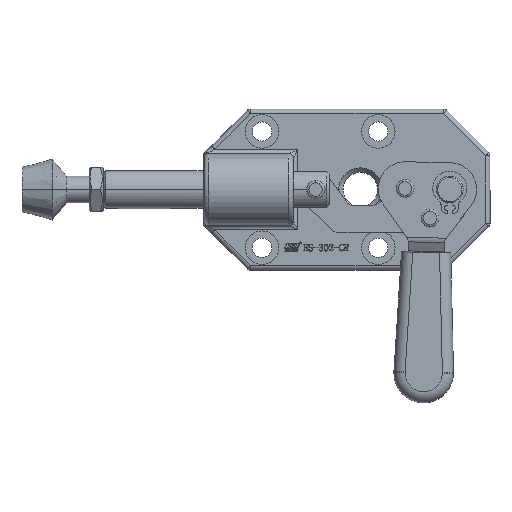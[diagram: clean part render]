
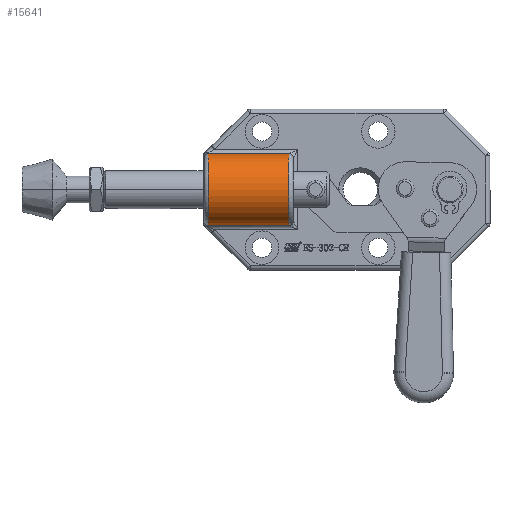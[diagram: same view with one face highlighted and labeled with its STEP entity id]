
A CAD part, top view. The second image highlights one B-rep face of the part: STEP entity #15641.
In plain terms, the highlighted cylindrical face has radius 8 mm (diameter 16.001 mm), a partial arc.
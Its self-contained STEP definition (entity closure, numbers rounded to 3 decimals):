
#2659 = DIRECTION ( 'NONE',  ( -1., 0., 0. ) ) ;
#2667 = CARTESIAN_POINT ( 'NONE',  ( -12., -8., 11.15 ) ) ;
#2892 = CARTESIAN_POINT ( 'NONE',  ( -12., 8., 11.226 ) ) ;
#2895 = DIRECTION ( 'NONE',  ( -1., 0., 0. ) ) ;
#2908 = CARTESIAN_POINT ( 'NONE',  ( -13., 0., 11.15 ) ) ;
#2909 = DIRECTION ( 'NONE',  ( -1., 0., 0. ) ) ;
#2910 = DIRECTION ( 'NONE',  ( 0., -1., 0. ) ) ;
#3471 = CARTESIAN_POINT ( 'NONE',  ( -31., -8., 11.15 ) ) ;
#3472 = CARTESIAN_POINT ( 'NONE',  ( -31., 8., 11.226 ) ) ;
#3474 = CARTESIAN_POINT ( 'NONE',  ( -13., 8., 11.226 ) ) ;
#3483 = CARTESIAN_POINT ( 'NONE',  ( -13., -8., 11.15 ) ) ;
#6200 = CARTESIAN_POINT ( 'NONE',  ( -31., 0., 11.15 ) ) ;
#6201 = DIRECTION ( 'NONE',  ( 1., 0., 0. ) ) ;
#6202 = DIRECTION ( 'NONE',  ( 0., 1., 0. ) ) ;
#9850 = CIRCLE ( 'NONE', #14165, 8. ) ;
#14090 = AXIS2_PLACEMENT_3D ( 'NONE', #2908, #2909, #2910 ) ;
#14165 = AXIS2_PLACEMENT_3D ( 'NONE', #6200, #6201, #6202 ) ;
#15641 = ADVANCED_FACE ( 'NONE', ( #18914 ), #18907, .T. ) ;
#16561 = EDGE_LOOP ( 'NONE', ( #18401, #18395, #18392, #18394 ) ) ;
#18392 = ORIENTED_EDGE ( 'NONE', *, *, #20808, .T. ) ;
#18394 = ORIENTED_EDGE ( 'NONE', *, *, #25497, .T. ) ;
#18395 = ORIENTED_EDGE ( 'NONE', *, *, #20812, .T. ) ;
#18401 = ORIENTED_EDGE ( 'NONE', *, *, #20738, .F. ) ;
#18907 = CYLINDRICAL_SURFACE ( 'NONE', #24893, 8. ) ;
#18914 = FACE_OUTER_BOUND ( 'NONE', #16561, .T. ) ;
#20738 = EDGE_CURVE ( 'NONE', #21258, #21246, #29628, .T. ) ;
#20808 = EDGE_CURVE ( 'NONE', #21249, #21247, #29526, .T. ) ;
#20812 = EDGE_CURVE ( 'NONE', #21258, #21249, #29518, .T. ) ;
#21246 = VERTEX_POINT ( 'NONE', #3471 ) ;
#21247 = VERTEX_POINT ( 'NONE', #3472 ) ;
#21249 = VERTEX_POINT ( 'NONE', #3474 ) ;
#21258 = VERTEX_POINT ( 'NONE', #3483 ) ;
#24893 = AXIS2_PLACEMENT_3D ( 'NONE', #26775, #26721, #26720 ) ;
#25497 = EDGE_CURVE ( 'NONE', #21247, #21246, #9850, .T. ) ;
#26720 = DIRECTION ( 'NONE',  ( 0., -1., 0. ) ) ;
#26721 = DIRECTION ( 'NONE',  ( -1., 0., 0. ) ) ;
#26775 = CARTESIAN_POINT ( 'NONE',  ( -12., 0., 11.15 ) ) ;
#29518 = CIRCLE ( 'NONE', #14090, 8. ) ;
#29521 = VECTOR ( 'NONE', #2895, 1000. ) ;
#29526 = LINE ( 'NONE', #2892, #29521 ) ;
#29625 = VECTOR ( 'NONE', #2659, 1000. ) ;
#29628 = LINE ( 'NONE', #2667, #29625 ) ;
